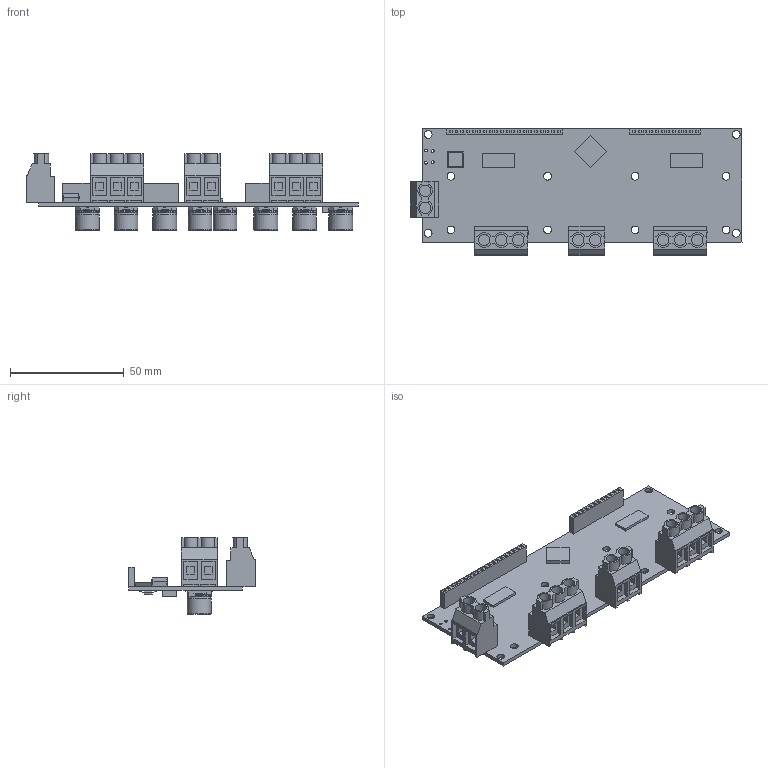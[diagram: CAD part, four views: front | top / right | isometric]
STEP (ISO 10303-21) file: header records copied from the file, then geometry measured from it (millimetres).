
FILE_DESCRIPTION(/* description */ (''),/* implementation_level */ '2;1');
FILE_NAME(/* name */ 'ДрайверДвигателей_PCB_v3.5 v3_TOP_без кронштейна.stp',/* time_stamp */ '2023-02-20T18:28:18+03:00',/* author */ ('alcoa'),/* organization */ (''),/* preprocessor_version */ 'ST-DEVELOPER v18.1',/* originating_system */ 'Autodesk Inventor 2021',/* authorisation */ '');
FILE_SCHEMA (('CONFIG_CONTROL_DESIGN'));
Length unit declared in the file: millimetre
Products named in the file (1): ДрайверДвигателей_
PCB_v3.5 v3_TOP_без кронштейна
Bounding box: 146 x 55.7 x 33.72 mm (x, y, z)
Volume: 34498.1 mm3; surface area: 33843.3 mm2
Topology: 21 solids, 21 shells, 1116 faces, 2900 edges, 1886 vertices
Faces by surface type: plane 809, cylinder 241, torus 48, sphere 10, bspline 8
Full cylindrical faces by diameter (mm): 1.2 x4, 1.3 x10, 1.312 x32, 3.4 x22, 5 x10, 10.5 x16
Entity records: 36045 total; most frequent: CARTESIAN_POINT 7013, ORIENTED_EDGE 5780, DIRECTION 5654, EDGE_CURVE 2890, LINE 2248, VECTOR 2248, VERTEX_POINT 1886, AXIS2_PLACEMENT_3D 1703
